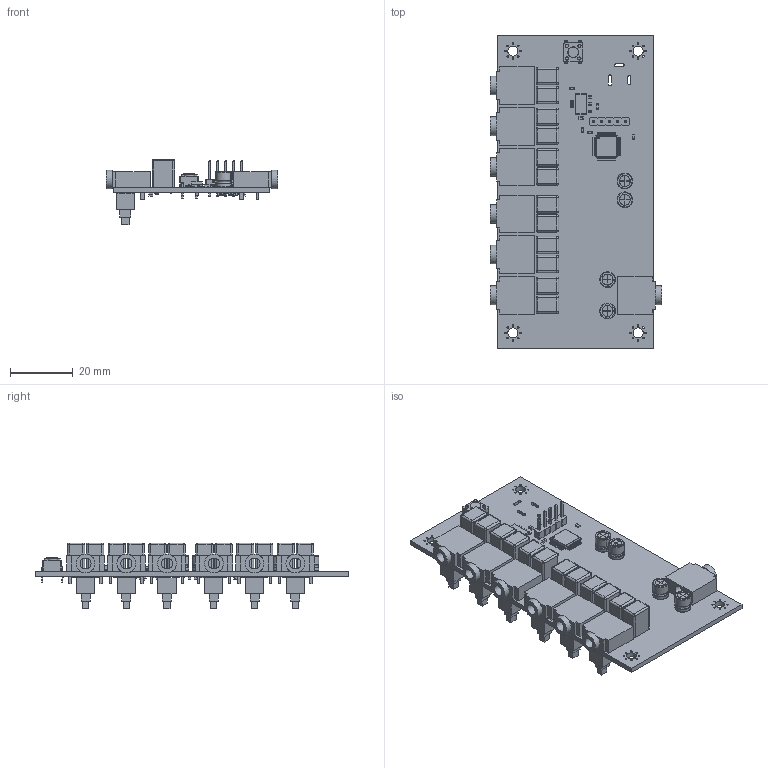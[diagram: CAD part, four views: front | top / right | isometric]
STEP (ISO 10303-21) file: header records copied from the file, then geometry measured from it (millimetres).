
FILE_DESCRIPTION(('KiCad electronic assembly'),'2;1');
FILE_NAME('audioMux.step','2019-10-20T20:12:23',('An Author'),( 'A Company'),'Open CASCADE STEP processor 6.9', 'KiCad to STEP converter','Unknown');
FILE_SCHEMA(('AUTOMOTIVE_DESIGN { 1 0 10303 214 1 1 1 1 }'));
Length unit declared in the file: millimetre
Products named in the file (24): Open CASCADE STEP translator 6.9 1; XKB5858-X-TP; COMPOUND; JC-128; R_0603_1608Metric; SOLID; LED_0805_2012Metric; CP_Radial_D5.0mm_P2.00mm; C_Rect_L7.2mm_W5.5mm_P5.00mm_FKS2_FKP2_MKS2_MKP2; LQFP-48_7x7mm_P0.5mm; SOT-223; SW_PUSH_6mm; PinHeader_1x05_P2.54mm_Vertical; C_0603_1608Metric
Assembly tree (81 placements, depth 3):
  Open CASCADE STEP translator 6.9 1
    XKB5858-X-TP  x6
      COMPOUND
    JC-128  x7
      COMPOUND
    R_0603_1608Metric  x14
      SOLID
    LED_0805_2012Metric  x7
      SOLID
    CP_Radial_D5.0mm_P2.00mm  x4
      SOLID
    C_Rect_L7.2mm_W5.5mm_P5.00mm_FKS2_FKP2_MKS2_MKP2  x12
      SOLID
    LQFP-48_7x7mm_P0.5mm
      SOLID
    SOT-223
      SOLID
    SW_PUSH_6mm
      SOLID
    PinHeader_1x05_P2.54mm_Vertical
      SOLID
    C_0603_1608Metric  x15
      SOLID
    COMPOUND
Bounding box: 54.7 x 100 x 21 mm (x, y, z)
Volume: 18648.4 mm3; surface area: 23521.3 mm2
Topology: 147 solids, 151 shells, 3540 faces, 8739 edges, 5579 vertices
Faces by surface type: plane 2371, cylinder 972, bspline 120, sphere 48, revolution 20, torus 9
Full cylindrical faces by diameter (mm): 0.5 x65, 0.8 x32, 0.998 x35, 1 x79, 1.1 x4, 3.2 x4, 3.5 x8, 6 x7
Entity records: 121804 total; most frequent: CARTESIAN_POINT 31686, DIRECTION 15181, LINE 9668, VECTOR 9668, ORIENTED_EDGE 7946, PCURVE 7946, DEFINITIONAL_REPRESENTATION 7946, EDGE_CURVE 3973
